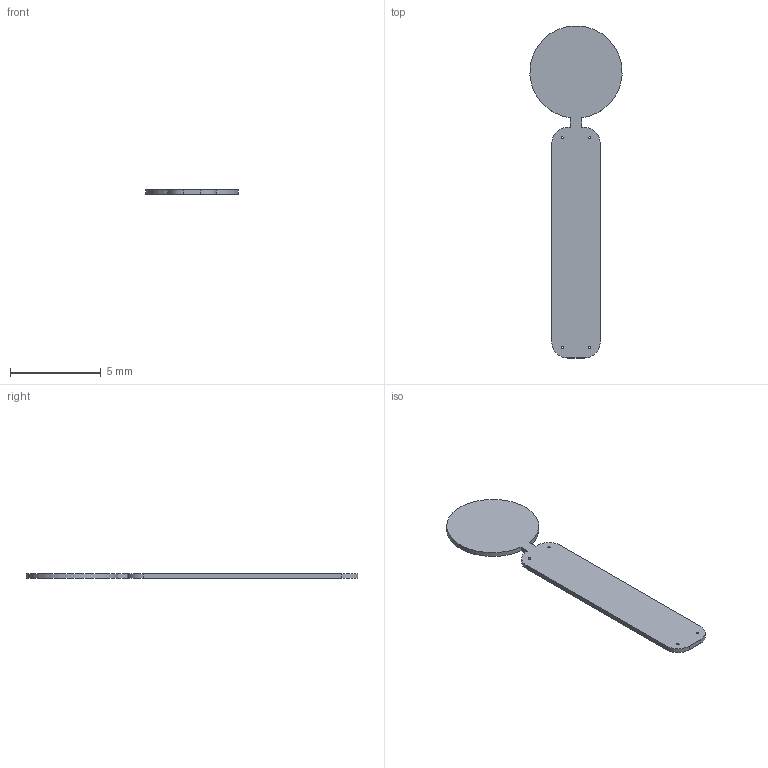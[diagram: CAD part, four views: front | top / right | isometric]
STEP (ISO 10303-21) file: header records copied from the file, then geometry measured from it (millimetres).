
FILE_DESCRIPTION(/* description */ (''),/* implementation_level */ '2;1');
FILE_NAME(/* name */ 'Body1.stp',/* time_stamp */ '2022-02-04T09:43:39+05:00',/* author */ ('joshw'),/* organization */ (''),/* preprocessor_version */ 'ST-DEVELOPER v18.1',/* originating_system */ 'Autodesk Inventor 2022',/* authorisation */ '');
FILE_SCHEMA (('AUTOMOTIVE_DESIGN { 1 0 10303 214 3 1 1 }'));
Length unit declared in the file: inch
Products named in the file (1): Body1
Bounding box: 5.07 x 18.28 x 0.25 mm (x, y, z)
Volume: 13.6 mm3; surface area: 119.2 mm2
Topology: 1 solids, 1 shells, 18 faces, 48 edges, 32 vertices
Faces by surface type: plane 9, cylinder 9
Full cylindrical faces by diameter (mm): 0.127 x4
Entity records: 628 total; most frequent: DIRECTION 104, CARTESIAN_POINT 99, ORIENTED_EDGE 96, EDGE_CURVE 48, AXIS2_PLACEMENT_3D 37, VERTEX_POINT 32, LINE 30, VECTOR 30
